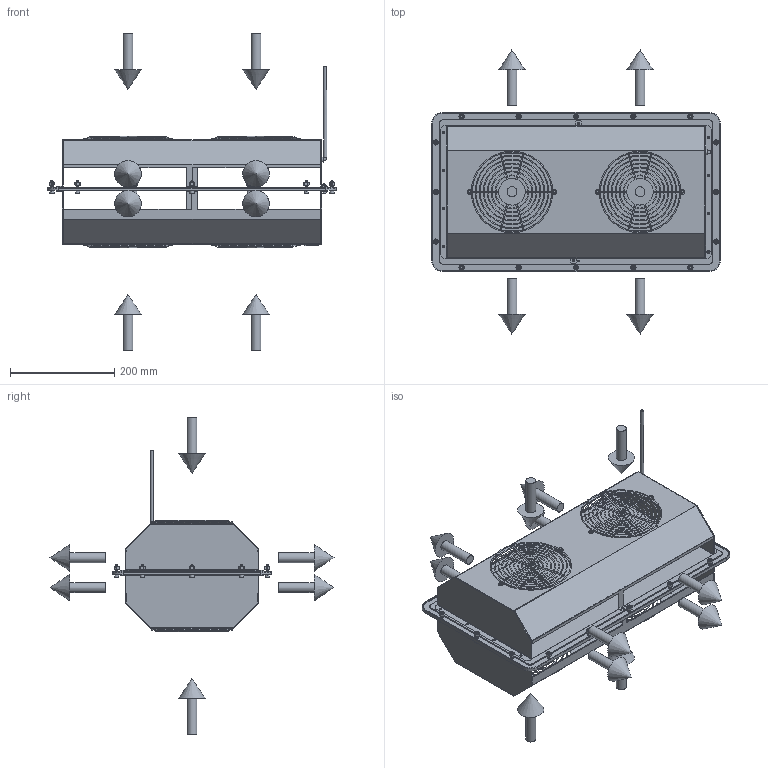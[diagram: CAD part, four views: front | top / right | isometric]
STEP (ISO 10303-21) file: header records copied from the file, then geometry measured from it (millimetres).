
FILE_DESCRIPTION (( 'STEP AP214' ), '1' );
FILE_NAME ('ACT-HSC-45 DC NEMA 4, 4X, 3R Assembly For Distribution.STEP', '2017-07-10T14:00:58', ( '' ), ( '' ), 'SwSTEP 2.0', 'SolidWorks 2016', '' );
FILE_SCHEMA (( 'AUTOMOTIVE_DESIGN' ));
Length unit declared in the file: inch
Products named in the file (1): ACT-HSC-45 DC NEMA 4, 4X, 3R Assembly For Distribution
Bounding box: 552.45 x 544.07 x 606.42 mm (x, y, z)
Surface area: 1111783.7 mm2 (no closed solid volume)
Topology: 0 solids, 223 shells, 588 faces, 1738 edges, 1261 vertices
Faces by surface type: plane 295, cylinder 137, torus 97, cone 39, bspline 20
Full cylindrical faces by diameter (mm): 2.3 x45, 2.705 x5, 4.305 x6, 4.763 x6, 5.74 x2, 6.35 x1, 7.937 x7, 7.938 x9, 9.525 x1, 11.112 x9, 11.113 x1, 19.05 x12
Entity records: 50005 total; most frequent: CARTESIAN_POINT 28651, DIRECTION 2850, ORIENTED_EDGE 2008, EDGE_CURVE 1430, VERTEX_POINT 1178, AXIS2_PLACEMENT_3D 1144, EDGE_LOOP 881, FACE_OUTER_BOUND 709
